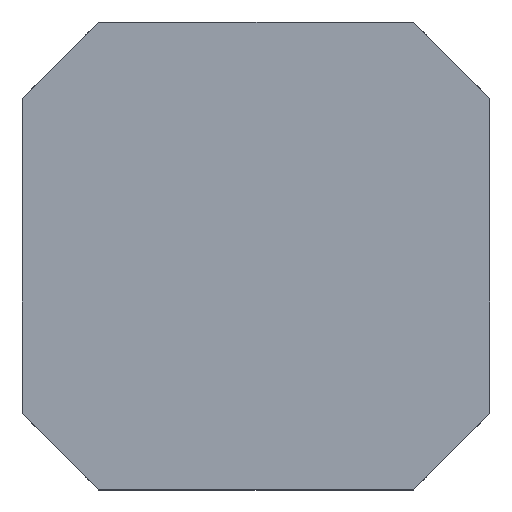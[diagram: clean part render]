
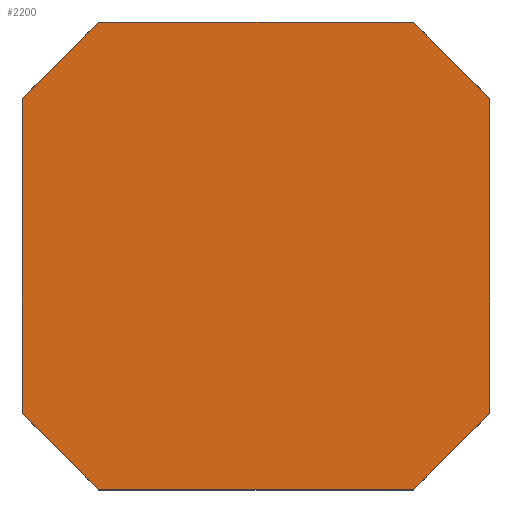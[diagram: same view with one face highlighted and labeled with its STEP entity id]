
A CAD part, top view. The second image highlights one B-rep face of the part: STEP entity #2200.
In plain terms, the highlighted planar face has unit normal (0, 0, 1).
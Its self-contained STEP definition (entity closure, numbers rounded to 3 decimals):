
#53 = CARTESIAN_POINT ( 'NONE',  ( 90., 60.492, 30. ) ) ;
#56 = EDGE_CURVE ( 'NONE', #2541, #2434, #1531, .T. ) ;
#61 = VERTEX_POINT ( 'NONE', #903 ) ;
#73 = DIRECTION ( 'NONE',  ( 0., 0., -1. ) ) ;
#273 = VERTEX_POINT ( 'NONE', #2505 ) ;
#465 = ORIENTED_EDGE ( 'NONE', *, *, #56, .T. ) ;
#471 = CARTESIAN_POINT ( 'NONE',  ( 90., -60.492, 30. ) ) ;
#497 = DIRECTION ( 'NONE',  ( 0.707, -0.707, 0. ) ) ;
#501 = LINE ( 'NONE', #2638, #2213 ) ;
#600 = ORIENTED_EDGE ( 'NONE', *, *, #1123, .T. ) ;
#703 = LINE ( 'NONE', #2410, #938 ) ;
#721 = DIRECTION ( 'NONE',  ( -0.707, -0.707, 0. ) ) ;
#732 = FACE_OUTER_BOUND ( 'NONE', #952, .T. ) ;
#771 = ORIENTED_EDGE ( 'NONE', *, *, #1314, .T. ) ;
#807 = CARTESIAN_POINT ( 'NONE',  ( 60.492, -90., 30. ) ) ;
#842 = VERTEX_POINT ( 'NONE', #1896 ) ;
#888 = VERTEX_POINT ( 'NONE', #2554 ) ;
#903 = CARTESIAN_POINT ( 'NONE',  ( -90., 60.492, 30. ) ) ;
#938 = VECTOR ( 'NONE', #497, 1000. ) ;
#952 = EDGE_LOOP ( 'NONE', ( #2100, #2556, #1092, #771, #1580, #600, #1231, #465 ) ) ;
#1092 = ORIENTED_EDGE ( 'NONE', *, *, #2654, .T. ) ;
#1123 = EDGE_CURVE ( 'NONE', #888, #1474, #1540, .T. ) ;
#1149 = VECTOR ( 'NONE', #1907, 1000. ) ;
#1158 = EDGE_CURVE ( 'NONE', #61, #273, #1750, .T. ) ;
#1231 = ORIENTED_EDGE ( 'NONE', *, *, #2507, .T. ) ;
#1314 = EDGE_CURVE ( 'NONE', #842, #1900, #1763, .T. ) ;
#1315 = EDGE_CURVE ( 'NONE', #2434, #61, #501, .T. ) ;
#1321 = DIRECTION ( 'NONE',  ( -1., 0., 0. ) ) ;
#1435 = CARTESIAN_POINT ( 'NONE',  ( 90., 60.492, 30. ) ) ;
#1474 = VERTEX_POINT ( 'NONE', #1435 ) ;
#1531 = LINE ( 'NONE', #2385, #2383 ) ;
#1540 = LINE ( 'NONE', #53, #1149 ) ;
#1547 = CARTESIAN_POINT ( 'NONE',  ( 0., 0., 30. ) ) ;
#1558 = PLANE ( 'NONE',  #2001 ) ;
#1580 = ORIENTED_EDGE ( 'NONE', *, *, #1720, .T. ) ;
#1626 = VECTOR ( 'NONE', #1787, 1000. ) ;
#1720 = EDGE_CURVE ( 'NONE', #1900, #888, #2415, .T. ) ;
#1750 = LINE ( 'NONE', #2603, #2123 ) ;
#1763 = LINE ( 'NONE', #2444, #1626 ) ;
#1787 = DIRECTION ( 'NONE',  ( 1., 0., 0. ) ) ;
#1896 = CARTESIAN_POINT ( 'NONE',  ( -60.492, -90., 30. ) ) ;
#1900 = VERTEX_POINT ( 'NONE', #807 ) ;
#1907 = DIRECTION ( 'NONE',  ( 0., 1., 0. ) ) ;
#1926 = LINE ( 'NONE', #2360, #2003 ) ;
#1939 = DIRECTION ( 'NONE',  ( -0.707, 0.707, 0. ) ) ;
#2001 = AXIS2_PLACEMENT_3D ( 'NONE', #1547, #73, #2413 ) ;
#2003 = VECTOR ( 'NONE', #1939, 1000. ) ;
#2082 = VECTOR ( 'NONE', #2429, 1000. ) ;
#2100 = ORIENTED_EDGE ( 'NONE', *, *, #1315, .T. ) ;
#2123 = VECTOR ( 'NONE', #2563, 1000. ) ;
#2130 = CARTESIAN_POINT ( 'NONE',  ( 60.492, 90., 30. ) ) ;
#2200 = ADVANCED_FACE ( 'NONE', ( #732 ), #1558, .F. ) ;
#2213 = VECTOR ( 'NONE', #721, 1000. ) ;
#2269 = CARTESIAN_POINT ( 'NONE',  ( -60.492, 90., 30. ) ) ;
#2360 = CARTESIAN_POINT ( 'NONE',  ( 60.492, 90., 30. ) ) ;
#2383 = VECTOR ( 'NONE', #1321, 1000. ) ;
#2385 = CARTESIAN_POINT ( 'NONE',  ( -60.492, 90., 30. ) ) ;
#2410 = CARTESIAN_POINT ( 'NONE',  ( -60.492, -90., 30. ) ) ;
#2413 = DIRECTION ( 'NONE',  ( -1., 0., 0. ) ) ;
#2415 = LINE ( 'NONE', #471, #2082 ) ;
#2429 = DIRECTION ( 'NONE',  ( 0.707, 0.707, 0. ) ) ;
#2434 = VERTEX_POINT ( 'NONE', #2269 ) ;
#2444 = CARTESIAN_POINT ( 'NONE',  ( 60.492, -90., 30. ) ) ;
#2505 = CARTESIAN_POINT ( 'NONE',  ( -90., -60.492, 30. ) ) ;
#2507 = EDGE_CURVE ( 'NONE', #1474, #2541, #1926, .T. ) ;
#2541 = VERTEX_POINT ( 'NONE', #2130 ) ;
#2554 = CARTESIAN_POINT ( 'NONE',  ( 90., -60.492, 30. ) ) ;
#2556 = ORIENTED_EDGE ( 'NONE', *, *, #1158, .T. ) ;
#2563 = DIRECTION ( 'NONE',  ( 0., -1., 0. ) ) ;
#2603 = CARTESIAN_POINT ( 'NONE',  ( -90., -60.492, 30. ) ) ;
#2638 = CARTESIAN_POINT ( 'NONE',  ( -90., 60.492, 30. ) ) ;
#2654 = EDGE_CURVE ( 'NONE', #273, #842, #703, .T. ) ;
